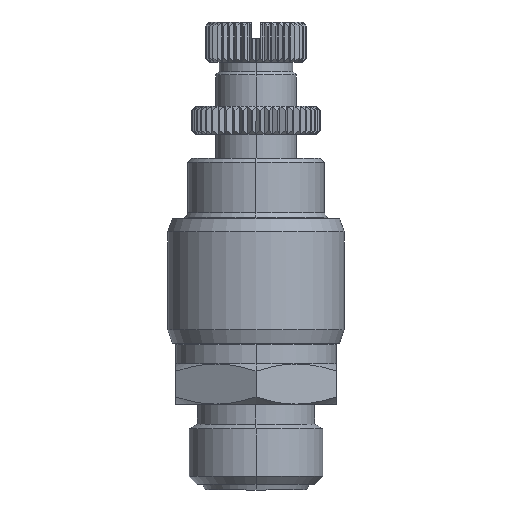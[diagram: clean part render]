
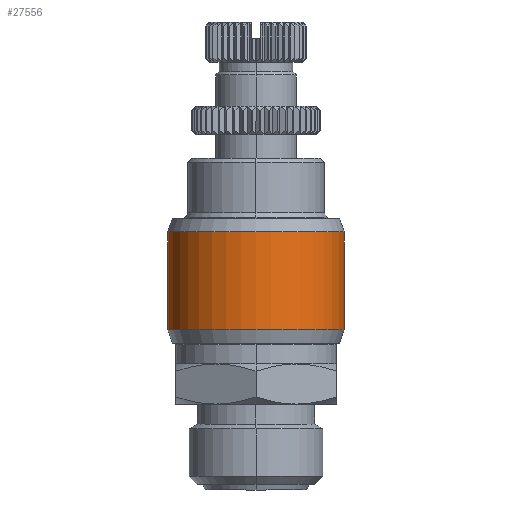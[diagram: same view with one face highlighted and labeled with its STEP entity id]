
A CAD part, left-side view. The second image highlights one B-rep face of the part: STEP entity #27556.
In plain terms, the highlighted cylindrical face has radius 11 mm (diameter 22 mm), a partial arc.
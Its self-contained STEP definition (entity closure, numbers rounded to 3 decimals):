
#1316 = CARTESIAN_POINT ( 'NONE',  ( 6., -11., 5.052 ) ) ;
#5577 = DIRECTION ( 'NONE',  ( 0., -1., 0. ) ) ;
#6104 = CARTESIAN_POINT ( 'NONE',  ( 6., -11., -1.05 ) ) ;
#7237 = EDGE_CURVE ( 'NONE', #22530, #27660, #21047, .T. ) ;
#7962 = ORIENTED_EDGE ( 'NONE', *, *, #21699, .T. ) ;
#8046 = VERTEX_POINT ( 'NONE', #17504 ) ;
#8932 = LINE ( 'NONE', #16296, #20270 ) ;
#10712 = VERTEX_POINT ( 'NONE', #1316 ) ;
#11665 = DIRECTION ( 'NONE',  ( 0., 0., 1. ) ) ;
#16197 = FACE_OUTER_BOUND ( 'NONE', #28704, .T. ) ;
#16296 = CARTESIAN_POINT ( 'NONE',  ( 6., 11., -1.05 ) ) ;
#16858 = AXIS2_PLACEMENT_3D ( 'NONE', #24583, #26832, #20086 ) ;
#17246 = CIRCLE ( 'NONE', #18693, 11. ) ;
#17253 = CARTESIAN_POINT ( 'NONE',  ( 6., 0., -7.152 ) ) ;
#17504 = CARTESIAN_POINT ( 'NONE',  ( 6., 11., 5.052 ) ) ;
#17723 = ORIENTED_EDGE ( 'NONE', *, *, #29620, .F. ) ;
#18693 = AXIS2_PLACEMENT_3D ( 'NONE', #22080, #24423, #26870 ) ;
#19560 = AXIS2_PLACEMENT_3D ( 'NONE', #17253, #26435, #5577 ) ;
#20086 = DIRECTION ( 'NONE',  ( 0., -1., 0. ) ) ;
#20270 = VECTOR ( 'NONE', #11665, 1000. ) ;
#20601 = CARTESIAN_POINT ( 'NONE',  ( 6., 11., -7.152 ) ) ;
#21047 = CIRCLE ( 'NONE', #19560, 11. ) ;
#21699 = EDGE_CURVE ( 'NONE', #8046, #10712, #17246, .T. ) ;
#22017 = ORIENTED_EDGE ( 'NONE', *, *, #25671, .T. ) ;
#22080 = CARTESIAN_POINT ( 'NONE',  ( 6., 0., 5.052 ) ) ;
#22300 = VECTOR ( 'NONE', #29524, 1000. ) ;
#22530 = VERTEX_POINT ( 'NONE', #23750 ) ;
#23750 = CARTESIAN_POINT ( 'NONE',  ( 6., -11., -7.152 ) ) ;
#23782 = ORIENTED_EDGE ( 'NONE', *, *, #7237, .T. ) ;
#24423 = DIRECTION ( 'NONE',  ( 0., 0., -1. ) ) ;
#24583 = CARTESIAN_POINT ( 'NONE',  ( 6., 0., -1.05 ) ) ;
#25594 = LINE ( 'NONE', #6104, #22300 ) ;
#25671 = EDGE_CURVE ( 'NONE', #27660, #8046, #8932, .T. ) ;
#26435 = DIRECTION ( 'NONE',  ( 0., 0., 1. ) ) ;
#26832 = DIRECTION ( 'NONE',  ( 0., 0., 1. ) ) ;
#26870 = DIRECTION ( 'NONE',  ( 0., -1., 0. ) ) ;
#27556 = ADVANCED_FACE ( 'NONE', ( #16197 ), #30104, .T. ) ;
#27660 = VERTEX_POINT ( 'NONE', #20601 ) ;
#28704 = EDGE_LOOP ( 'NONE', ( #23782, #22017, #7962, #17723 ) ) ;
#29524 = DIRECTION ( 'NONE',  ( 0., 0., 1. ) ) ;
#29620 = EDGE_CURVE ( 'NONE', #22530, #10712, #25594, .T. ) ;
#30104 = CYLINDRICAL_SURFACE ( 'NONE', #16858, 11. ) ;
